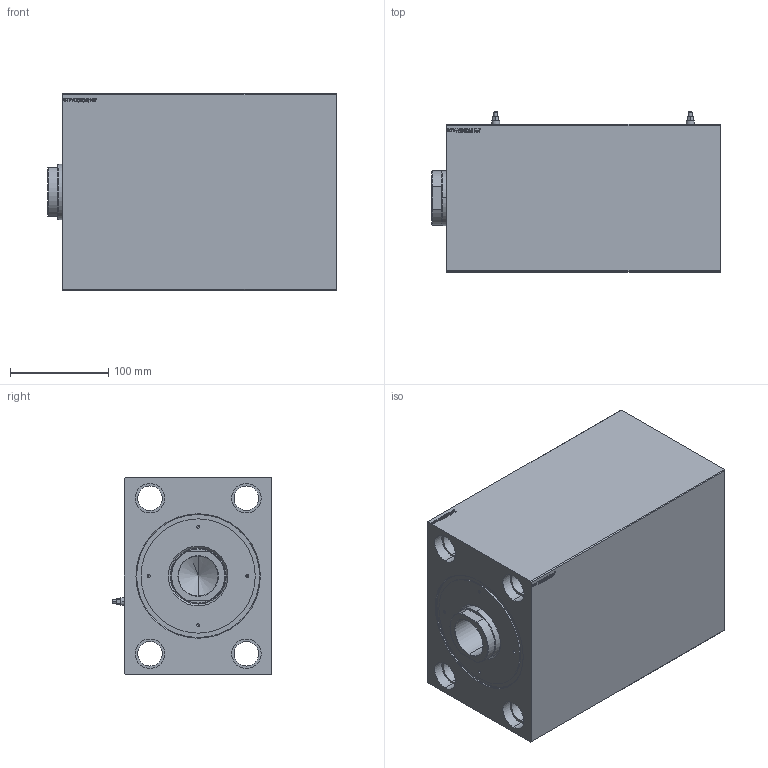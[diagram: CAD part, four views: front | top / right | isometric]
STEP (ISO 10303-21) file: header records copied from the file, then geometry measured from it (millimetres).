
FILE_DESCRIPTION (( 'STEP AP203' ), '1' );
FILE_NAME ('15e5.STEP', '2026-02-26T08:33:53', ( '' ), ( '' ), 'SwSTEP 2.0', 'SolidWorks 2019', '' );
FILE_SCHEMA (( 'CONFIG_CONTROL_DESIGN' ));
Length unit declared in the file: millimetre
Products named in the file (5): Zatka_Cushioning3 5ad2133aed25b71dcc1fde75bd2b3f92; V500CZ_C 5ad2133aed25b71dcc1fde75bd2b3f92; V500CZ_B_VC 5ad2133aed25b71dcc1fde75bd2b3f92; 15e5; V500CZ_VCP_C 5ad2133aed25b71dcc1fde75bd2b3f92
Assembly tree (5 placements, depth 2):
  15e5
    V500CZ_C 5ad2133aed25b71dcc1fde75bd2b3f92
    V500CZ_VCP_C 5ad2133aed25b71dcc1fde75bd2b3f92
    V500CZ_B_VC 5ad2133aed25b71dcc1fde75bd2b3f92
    Zatka_Cushioning3 5ad2133aed25b71dcc1fde75bd2b3f92  x2
Bounding box: 293 x 162.5 x 200 mm (x, y, z)
Volume: 7168934.3 mm3; surface area: 535198.5 mm2
Topology: 5 solids, 5 shells, 934 faces, 2354 edges, 1549 vertices
Faces by surface type: plane 432, bspline 380, cylinder 82, cone 40
Entity records: 45191 total; most frequent: CARTESIAN_POINT 25278, ORIENTED_EDGE 4576, DIRECTION 2756, EDGE_CURVE 2288, VERTEX_POINT 1515, VECTOR 1338, LINE 1338, EDGE_LOOP 1043
